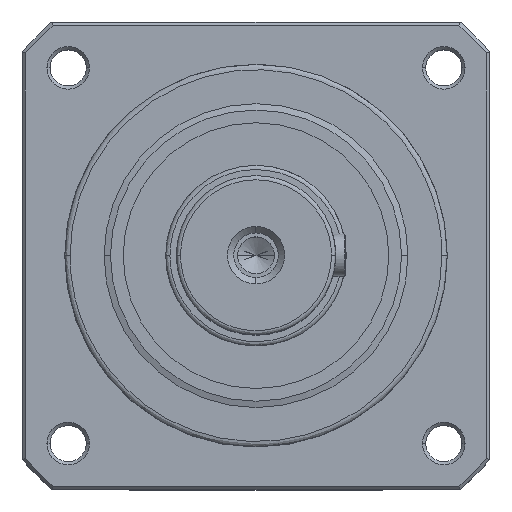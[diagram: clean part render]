
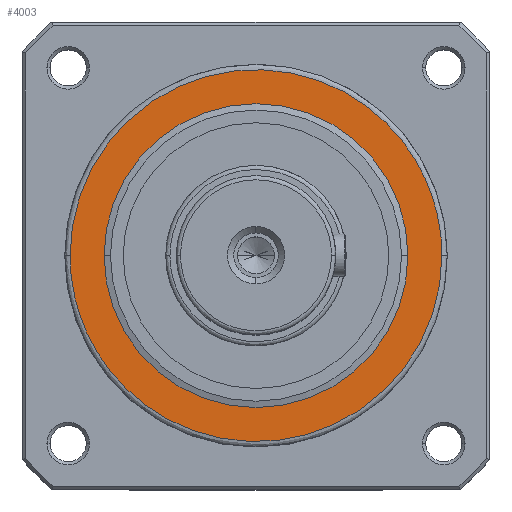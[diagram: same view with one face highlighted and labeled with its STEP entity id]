
A CAD part, top view. The second image highlights one B-rep face of the part: STEP entity #4003.
In plain terms, the highlighted planar face has unit normal (0, 0, 1).
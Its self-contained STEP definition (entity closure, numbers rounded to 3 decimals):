
#1283 = CARTESIAN_POINT ( 'NONE',  ( -71.5, 0., 130. ) ) ;
#1391 = FACE_OUTER_BOUND ( 'NONE', #4567, .T. ) ;
#2189 = CARTESIAN_POINT ( 'NONE',  ( 87.5, 0., 130. ) ) ;
#2574 = CARTESIAN_POINT ( 'NONE',  ( 0., 0., 130. ) ) ;
#3141 = VERTEX_POINT ( 'NONE', #14495 ) ;
#3232 = CARTESIAN_POINT ( 'NONE',  ( 87.5, 0., 130. ) ) ;
#3587 = CARTESIAN_POINT ( 'NONE',  ( -87.5, -175., 130. ) ) ;
#3963 = DIRECTION ( 'NONE',  ( 1., 0., 0. ) ) ;
#4003 = ADVANCED_FACE ( 'NONE', ( #1391, #11036 ), #5232, .T. ) ;
#4047 = DIRECTION ( 'NONE',  ( 0., 0., 1. ) ) ;
#4074 = CARTESIAN_POINT ( 'NONE',  ( 0., 0., 130. ) ) ;
#4392 = DIRECTION ( 'NONE',  ( -1., 0., 0. ) ) ;
#4412 = AXIS2_PLACEMENT_3D ( 'NONE', #4074, #4047, #3963 ) ;
#4489 = AXIS2_PLACEMENT_3D ( 'NONE', #20850, #9954, #22718 ) ;
#4567 = EDGE_LOOP ( 'NONE', ( #16490, #11387 ) ) ;
#5232 = PLANE ( 'NONE',  #4412 ) ;
#7025 = EDGE_CURVE ( 'NONE', #13393, #3141, #7028, .T. ) ;
#7028 =( BOUNDED_CURVE ( )  B_SPLINE_CURVE ( 3, ( #23582, #10813, #3587, #16274 ),
 .UNSPECIFIED., .F., .F. ) 
 B_SPLINE_CURVE_WITH_KNOTS ( ( 4, 4 ),
 ( 0., 0.5 ),
 .UNSPECIFIED. ) 
 CURVE ( )  GEOMETRIC_REPRESENTATION_ITEM ( )  RATIONAL_B_SPLINE_CURVE ( ( 1., 0.333, 0.333, 1. ) ) 
 REPRESENTATION_ITEM ( '' )  );
#7485 = EDGE_LOOP ( 'NONE', ( #16627, #15275 ) ) ;
#9150 = VERTEX_POINT ( 'NONE', #19481 ) ;
#9954 = DIRECTION ( 'NONE',  ( 0., 0., -1. ) ) ;
#10061 = EDGE_CURVE ( 'NONE', #20682, #9150, #14908, .T. ) ;
#10813 = CARTESIAN_POINT ( 'NONE',  ( 87.5, -175., 130. ) ) ;
#11036 = FACE_BOUND ( 'NONE', #7485, .T. ) ;
#11220 = CARTESIAN_POINT ( 'NONE',  ( -87.5, 175., 130. ) ) ;
#11387 = ORIENTED_EDGE ( 'NONE', *, *, #22911, .F. ) ;
#12010 = AXIS2_PLACEMENT_3D ( 'NONE', #2574, #15256, #4392 ) ;
#13059 = CARTESIAN_POINT ( 'NONE',  ( 87.5, 175., 130. ) ) ;
#13393 = VERTEX_POINT ( 'NONE', #3232 ) ;
#14495 = CARTESIAN_POINT ( 'NONE',  ( -87.5, 0., 130. ) ) ;
#14848 = CIRCLE ( 'NONE', #4489, 71.5 ) ;
#14908 = CIRCLE ( 'NONE', #12010, 71.5 ) ;
#15256 = DIRECTION ( 'NONE',  ( 0., 0., -1. ) ) ;
#15275 = ORIENTED_EDGE ( 'NONE', *, *, #23062, .T. ) ;
#16274 = CARTESIAN_POINT ( 'NONE',  ( -87.5, 0., 130. ) ) ;
#16276 =( BOUNDED_CURVE ( )  B_SPLINE_CURVE ( 3, ( #20279, #11220, #13059, #2189 ),
 .UNSPECIFIED., .F., .F. ) 
 B_SPLINE_CURVE_WITH_KNOTS ( ( 4, 4 ),
 ( 0.5, 1. ),
 .UNSPECIFIED. ) 
 CURVE ( )  GEOMETRIC_REPRESENTATION_ITEM ( )  RATIONAL_B_SPLINE_CURVE ( ( 1., 0.333, 0.333, 1. ) ) 
 REPRESENTATION_ITEM ( '' )  );
#16490 = ORIENTED_EDGE ( 'NONE', *, *, #7025, .F. ) ;
#16627 = ORIENTED_EDGE ( 'NONE', *, *, #10061, .T. ) ;
#19481 = CARTESIAN_POINT ( 'NONE',  ( 71.5, 0., 130. ) ) ;
#20279 = CARTESIAN_POINT ( 'NONE',  ( -87.5, 0., 130. ) ) ;
#20682 = VERTEX_POINT ( 'NONE', #1283 ) ;
#20850 = CARTESIAN_POINT ( 'NONE',  ( 0., 0., 130. ) ) ;
#22718 = DIRECTION ( 'NONE',  ( -1., 0., 0. ) ) ;
#22911 = EDGE_CURVE ( 'NONE', #3141, #13393, #16276, .T. ) ;
#23062 = EDGE_CURVE ( 'NONE', #9150, #20682, #14848, .T. ) ;
#23582 = CARTESIAN_POINT ( 'NONE',  ( 87.5, 0., 130. ) ) ;
